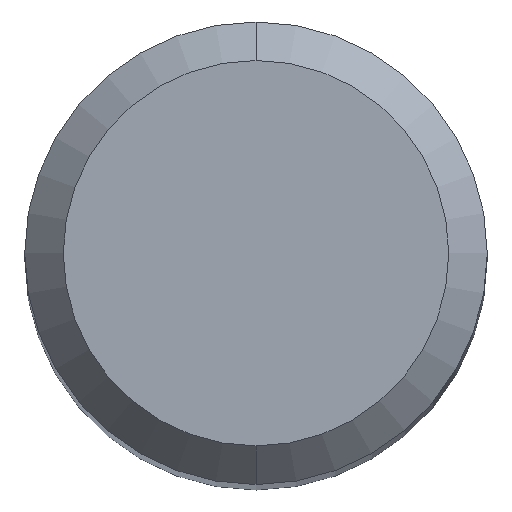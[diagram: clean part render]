
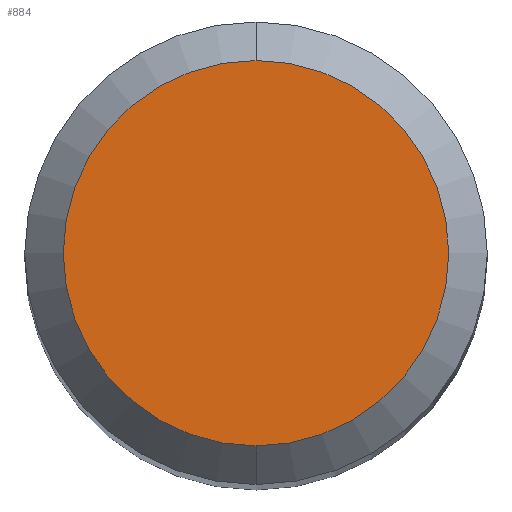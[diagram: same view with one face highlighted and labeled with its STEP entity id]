
A CAD part, top view. The second image highlights one B-rep face of the part: STEP entity #884.
In plain terms, the highlighted planar face has unit normal (0, 0, 1).
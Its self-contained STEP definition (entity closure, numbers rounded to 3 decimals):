
#651=CARTESIAN_POINT('',(0.,0.,90.));
#652=DIRECTION('',(0.,0.,-1.));
#653=DIRECTION('',(0.,-1.,0.));
#654=AXIS2_PLACEMENT_3D('',#651,#652,#653);
#659=CARTESIAN_POINT('',(0.,0.,90.));
#660=DIRECTION('',(0.,0.,-1.));
#661=DIRECTION('',(0.,1.,0.));
#662=AXIS2_PLACEMENT_3D('',#659,#660,#661);
#691=CARTESIAN_POINT('',(0.,2.5,90.));
#692=VERTEX_POINT('',#691);
#693=CARTESIAN_POINT('',(0.,-2.5,90.));
#694=VERTEX_POINT('',#693);
#875=CARTESIAN_POINT('',(0.,0.,90.));
#876=DIRECTION('',(0.,0.,-1.));
#877=DIRECTION('',(0.,-1.,0.));
#878=AXIS2_PLACEMENT_3D('',#875,#876,#877);
#879=PLANE('',#878);
#880=ORIENTED_EDGE('',*,*,#854,.T.);
#881=ORIENTED_EDGE('',*,*,#870,.T.);
#882=EDGE_LOOP('',(#880,#881));
#883=FACE_OUTER_BOUND('',#882,.F.);
#655=CIRCLE('',#654,2.5);
#663=CIRCLE('',#662,2.5);
#854=EDGE_CURVE('',#694,#692,#655,.T.);
#870=EDGE_CURVE('',#692,#694,#663,.T.);
#884=ADVANCED_FACE('',(#883),#879,.F.);
